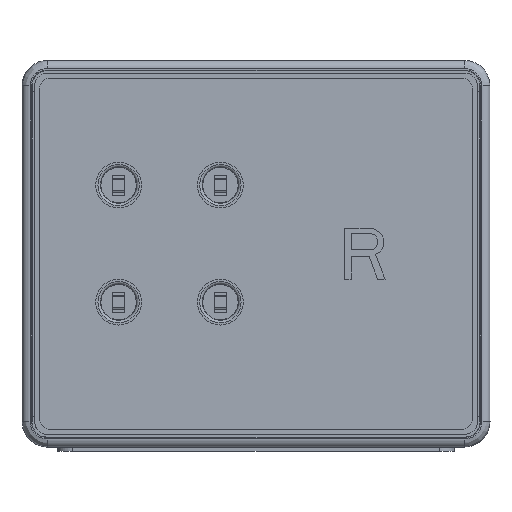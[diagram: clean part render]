
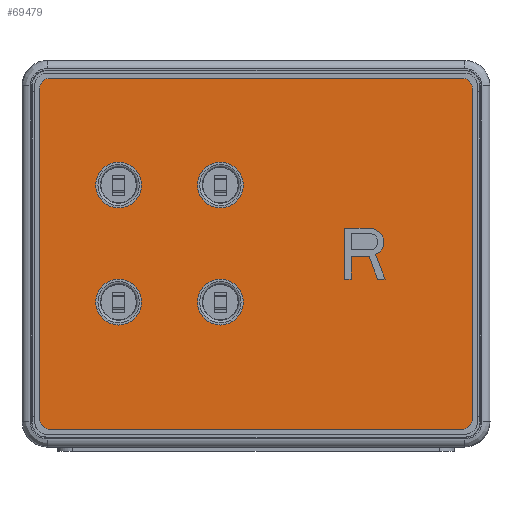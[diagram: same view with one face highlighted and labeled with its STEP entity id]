
A CAD part, top view. The second image highlights one B-rep face of the part: STEP entity #69479.
In plain terms, the highlighted planar face has unit normal (0, 0, 1).
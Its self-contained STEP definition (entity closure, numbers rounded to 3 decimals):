
#69230=CARTESIAN_POINT('',(-23.375,-18.975,15.7));
#69231=DIRECTION('',(0.0,0.0,1.0));
#69232=DIRECTION('',(1.0,0.0,0.0));
#69233=AXIS2_PLACEMENT_3D('',#69230,#69231,#69232);
#69234=PLANE('',#69233);
#69235=CARTESIAN_POINT('',(-21.25,16.25,15.7));
#69236=VERTEX_POINT('',#69235);
#69237=CARTESIAN_POINT('',(-21.25,-16.25,15.7));
#69238=VERTEX_POINT('',#69237);
#69239=CARTESIAN_POINT('',(-21.25,16.25,15.7));
#69240=DIRECTION('',(0.0,-1.0,0.0));
#69241=VECTOR('',#69240,32.5);
#69242=LINE('',#69239,#69241);
#69243=EDGE_CURVE('',#69236,#69238,#69242,.T.);
#69244=ORIENTED_EDGE('',*,*,#69243,.T.);
#69245=CARTESIAN_POINT('',(-20.25,-17.25,15.7));
#69246=VERTEX_POINT('',#69245);
#69247=CARTESIAN_POINT('',(-20.25,-16.25,15.7));
#69248=DIRECTION('',(0.0,0.0,1.0));
#69249=DIRECTION('',(-1.0,0.0,0.0));
#69250=AXIS2_PLACEMENT_3D('',#69247,#69248,#69249);
#69251=CIRCLE('',#69250,1.0);
#69252=EDGE_CURVE('',#69238,#69246,#69251,.T.);
#69253=ORIENTED_EDGE('',*,*,#69252,.T.);
#69254=CARTESIAN_POINT('',(20.25,-17.25,15.7));
#69255=VERTEX_POINT('',#69254);
#69256=CARTESIAN_POINT('',(-20.25,-17.25,15.7));
#69257=DIRECTION('',(1.0,0.0,0.0));
#69258=VECTOR('',#69257,40.5);
#69259=LINE('',#69256,#69258);
#69260=EDGE_CURVE('',#69246,#69255,#69259,.T.);
#69261=ORIENTED_EDGE('',*,*,#69260,.T.);
#69262=CARTESIAN_POINT('',(21.25,-16.25,15.7));
#69263=VERTEX_POINT('',#69262);
#69264=CARTESIAN_POINT('',(20.25,-16.25,15.7));
#69265=DIRECTION('',(0.0,0.0,1.0));
#69266=DIRECTION('',(0.0,-1.0,0.0));
#69267=AXIS2_PLACEMENT_3D('',#69264,#69265,#69266);
#69268=CIRCLE('',#69267,1.0);
#69269=EDGE_CURVE('',#69255,#69263,#69268,.T.);
#69270=ORIENTED_EDGE('',*,*,#69269,.T.);
#69271=CARTESIAN_POINT('',(21.25,16.25,15.7));
#69272=VERTEX_POINT('',#69271);
#69273=CARTESIAN_POINT('',(21.25,-16.25,15.7));
#69274=DIRECTION('',(0.0,1.0,0.0));
#69275=VECTOR('',#69274,32.5);
#69276=LINE('',#69273,#69275);
#69277=EDGE_CURVE('',#69263,#69272,#69276,.T.);
#69278=ORIENTED_EDGE('',*,*,#69277,.T.);
#69279=CARTESIAN_POINT('',(20.25,17.25,15.7));
#69280=VERTEX_POINT('',#69279);
#69281=CARTESIAN_POINT('',(20.25,16.25,15.7));
#69282=DIRECTION('',(0.0,0.0,1.0));
#69283=DIRECTION('',(1.0,0.0,0.0));
#69284=AXIS2_PLACEMENT_3D('',#69281,#69282,#69283);
#69285=CIRCLE('',#69284,1.0);
#69286=EDGE_CURVE('',#69272,#69280,#69285,.T.);
#69287=ORIENTED_EDGE('',*,*,#69286,.T.);
#69288=CARTESIAN_POINT('',(-20.25,17.25,15.7));
#69289=VERTEX_POINT('',#69288);
#69290=CARTESIAN_POINT('',(20.25,17.25,15.7));
#69291=DIRECTION('',(-1.0,0.0,0.0));
#69292=VECTOR('',#69291,40.5);
#69293=LINE('',#69290,#69292);
#69294=EDGE_CURVE('',#69280,#69289,#69293,.T.);
#69295=ORIENTED_EDGE('',*,*,#69294,.T.);
#69296=CARTESIAN_POINT('',(-20.25,16.25,15.7));
#69297=DIRECTION('',(0.0,0.0,1.0));
#69298=DIRECTION('',(0.0,1.0,0.0));
#69299=AXIS2_PLACEMENT_3D('',#69296,#69297,#69298);
#69300=CIRCLE('',#69299,1.0);
#69301=EDGE_CURVE('',#69289,#69236,#69300,.T.);
#69302=ORIENTED_EDGE('',*,*,#69301,.T.);
#69303=EDGE_LOOP('',(#69244,#69253,#69261,#69270,#69278,#69287,#69295,#69302));
#69304=FACE_OUTER_BOUND('',#69303,.T.);
#69305=CARTESIAN_POINT('',(9.345,-2.5,15.7));
#69306=VERTEX_POINT('',#69305);
#69307=CARTESIAN_POINT('',(9.345,-0.266,15.7));
#69308=VERTEX_POINT('',#69307);
#69309=CARTESIAN_POINT('',(9.345,-2.5,15.7));
#69310=DIRECTION('',(0.0,1.0,0.0));
#69311=VECTOR('',#69310,2.234);
#69312=LINE('',#69309,#69311);
#69313=EDGE_CURVE('',#69306,#69308,#69312,.T.);
#69314=ORIENTED_EDGE('',*,*,#69313,.F.);
#69315=CARTESIAN_POINT('',(8.72,-2.5,15.7));
#69316=VERTEX_POINT('',#69315);
#69317=CARTESIAN_POINT('',(8.72,-2.5,15.7));
#69318=DIRECTION('',(1.0,0.0,0.0));
#69319=VECTOR('',#69318,0.625);
#69320=LINE('',#69317,#69319);
#69321=EDGE_CURVE('',#69316,#69306,#69320,.T.);
#69322=ORIENTED_EDGE('',*,*,#69321,.F.);
#69323=CARTESIAN_POINT('',(8.72,2.5,15.7));
#69324=VERTEX_POINT('',#69323);
#69325=CARTESIAN_POINT('',(8.72,2.5,15.7));
#69326=DIRECTION('',(0.0,-1.0,0.0));
#69327=VECTOR('',#69326,5.0);
#69328=LINE('',#69325,#69327);
#69329=EDGE_CURVE('',#69324,#69316,#69328,.T.);
#69330=ORIENTED_EDGE('',*,*,#69329,.F.);
#69331=CARTESIAN_POINT('',(11.22,2.5,15.7));
#69332=VERTEX_POINT('',#69331);
#69333=CARTESIAN_POINT('',(11.22,2.5,15.7));
#69334=DIRECTION('',(-1.0,0.0,0.0));
#69335=VECTOR('',#69334,2.5);
#69336=LINE('',#69333,#69335);
#69337=EDGE_CURVE('',#69332,#69324,#69336,.T.);
#69338=ORIENTED_EDGE('',*,*,#69337,.F.);
#69339=CARTESIAN_POINT('',(11.741,2.394,15.7));
#69340=VERTEX_POINT('',#69339);
#69341=CARTESIAN_POINT('',(11.741,2.394,15.7));
#69342=DIRECTION('',(-0.98,0.2,0.0));
#69343=VECTOR('',#69342,0.532);
#69344=LINE('',#69341,#69343);
#69345=EDGE_CURVE('',#69340,#69332,#69344,.T.);
#69346=ORIENTED_EDGE('',*,*,#69345,.F.);
#69347=CARTESIAN_POINT('',(12.157,2.074,15.7));
#69348=VERTEX_POINT('',#69347);
#69349=CARTESIAN_POINT('',(12.157,2.074,15.7));
#69350=DIRECTION('',(-0.794,0.608,0.0));
#69351=VECTOR('',#69350,0.525);
#69352=LINE('',#69349,#69351);
#69353=EDGE_CURVE('',#69348,#69340,#69352,.T.);
#69354=ORIENTED_EDGE('',*,*,#69353,.F.);
#69355=CARTESIAN_POINT('',(12.47,1.649,15.7));
#69356=VERTEX_POINT('',#69355);
#69357=CARTESIAN_POINT('',(12.47,1.649,15.7));
#69358=DIRECTION('',(-0.592,0.806,0.0));
#69359=VECTOR('',#69358,0.528);
#69360=LINE('',#69357,#69359);
#69361=EDGE_CURVE('',#69356,#69348,#69360,.T.);
#69362=ORIENTED_EDGE('',*,*,#69361,.F.);
#69363=CARTESIAN_POINT('',(12.574,1.33,15.7));
#69364=VERTEX_POINT('',#69363);
#69365=CARTESIAN_POINT('',(12.574,1.33,15.7));
#69366=DIRECTION('',(-0.31,0.951,0.0));
#69367=VECTOR('',#69366,0.336);
#69368=LINE('',#69365,#69367);
#69369=EDGE_CURVE('',#69364,#69356,#69368,.T.);
#69370=ORIENTED_EDGE('',*,*,#69369,.F.);
#69371=CARTESIAN_POINT('',(12.574,0.904,15.7));
#69372=VERTEX_POINT('',#69371);
#69373=CARTESIAN_POINT('',(12.574,0.904,15.7));
#69374=DIRECTION('',(0.0,1.0,0.0));
#69375=VECTOR('',#69374,0.426);
#69376=LINE('',#69373,#69375);
#69377=EDGE_CURVE('',#69372,#69364,#69376,.T.);
#69378=ORIENTED_EDGE('',*,*,#69377,.F.);
#69379=CARTESIAN_POINT('',(12.47,0.585,15.7));
#69380=VERTEX_POINT('',#69379);
#69381=CARTESIAN_POINT('',(12.47,0.585,15.7));
#69382=DIRECTION('',(0.31,0.951,0.0));
#69383=VECTOR('',#69382,0.336);
#69384=LINE('',#69381,#69383);
#69385=EDGE_CURVE('',#69380,#69372,#69384,.T.);
#69386=ORIENTED_EDGE('',*,*,#69385,.F.);
#69387=CARTESIAN_POINT('',(12.157,0.16,15.7));
#69388=VERTEX_POINT('',#69387);
#69389=CARTESIAN_POINT('',(12.158,0.16,15.7));
#69390=DIRECTION('',(0.592,0.806,0.0));
#69391=VECTOR('',#69390,0.528);
#69392=LINE('',#69389,#69391);
#69393=EDGE_CURVE('',#69388,#69380,#69392,.T.);
#69394=ORIENTED_EDGE('',*,*,#69393,.F.);
#69395=CARTESIAN_POINT('',(11.741,-0.053,15.7));
#69396=VERTEX_POINT('',#69395);
#69397=CARTESIAN_POINT('',(11.741,-0.053,15.7));
#69398=DIRECTION('',(0.891,0.455,0.0));
#69399=VECTOR('',#69398,0.468);
#69400=LINE('',#69397,#69399);
#69401=EDGE_CURVE('',#69396,#69388,#69400,.T.);
#69402=ORIENTED_EDGE('',*,*,#69401,.F.);
#69403=CARTESIAN_POINT('',(12.678,-2.5,15.7));
#69404=VERTEX_POINT('',#69403);
#69405=CARTESIAN_POINT('',(12.678,-2.5,15.7));
#69406=DIRECTION('',(-0.358,0.934,0.0));
#69407=VECTOR('',#69406,2.62);
#69408=LINE('',#69405,#69407);
#69409=EDGE_CURVE('',#69404,#69396,#69408,.T.);
#69410=ORIENTED_EDGE('',*,*,#69409,.F.);
#69411=CARTESIAN_POINT('',(11.949,-2.5,15.7));
#69412=VERTEX_POINT('',#69411);
#69413=CARTESIAN_POINT('',(11.949,-2.5,15.7));
#69414=DIRECTION('',(1.0,0.0,0.0));
#69415=VECTOR('',#69414,0.729);
#69416=LINE('',#69413,#69415);
#69417=EDGE_CURVE('',#69412,#69404,#69416,.T.);
#69418=ORIENTED_EDGE('',*,*,#69417,.F.);
#69419=CARTESIAN_POINT('',(11.116,-0.266,15.7));
#69420=VERTEX_POINT('',#69419);
#69421=CARTESIAN_POINT('',(11.116,-0.266,15.7));
#69422=DIRECTION('',(0.349,-0.937,0.0));
#69423=VECTOR('',#69422,2.384);
#69424=LINE('',#69421,#69423);
#69425=EDGE_CURVE('',#69420,#69412,#69424,.T.);
#69426=ORIENTED_EDGE('',*,*,#69425,.F.);
#69427=CARTESIAN_POINT('',(9.345,-0.266,15.7));
#69428=DIRECTION('',(1.0,0.0,0.0));
#69429=VECTOR('',#69428,1.771);
#69430=LINE('',#69427,#69429);
#69431=EDGE_CURVE('',#69308,#69420,#69430,.T.);
#69432=ORIENTED_EDGE('',*,*,#69431,.F.);
#69433=EDGE_LOOP('',(#69314,#69322,#69330,#69338,#69346,#69354,#69362,#69370,#69378,#69386,#69394,#69402,#69410,#69418,#69426,#69432));
#69434=FACE_BOUND('',#69433,.T.);
#69435=CARTESIAN_POINT('',(-15.75,6.75,15.7));
#69436=VERTEX_POINT('',#69435);
#69437=CARTESIAN_POINT('',(-13.5,6.75,15.7));
#69438=DIRECTION('',(0.0,0.0,1.0));
#69439=DIRECTION('',(-1.0,0.0,0.0));
#69440=AXIS2_PLACEMENT_3D('',#69437,#69438,#69439);
#69441=CIRCLE('',#69440,2.25);
#69442=EDGE_CURVE('',#69436,#69436,#69441,.T.);
#69443=ORIENTED_EDGE('',*,*,#69442,.F.);
#69444=EDGE_LOOP('',(#69443));
#69445=FACE_BOUND('',#69444,.T.);
#69446=CARTESIAN_POINT('',(-5.75,6.75,15.7));
#69447=VERTEX_POINT('',#69446);
#69448=CARTESIAN_POINT('',(-3.5,6.75,15.7));
#69449=DIRECTION('',(0.0,0.0,1.0));
#69450=DIRECTION('',(-1.0,0.0,0.0));
#69451=AXIS2_PLACEMENT_3D('',#69448,#69449,#69450);
#69452=CIRCLE('',#69451,2.25);
#69453=EDGE_CURVE('',#69447,#69447,#69452,.T.);
#69454=ORIENTED_EDGE('',*,*,#69453,.F.);
#69455=EDGE_LOOP('',(#69454));
#69456=FACE_BOUND('',#69455,.T.);
#69457=CARTESIAN_POINT('',(-15.75,-4.75,15.7));
#69458=VERTEX_POINT('',#69457);
#69459=CARTESIAN_POINT('',(-13.5,-4.75,15.7));
#69460=DIRECTION('',(0.0,0.0,1.0));
#69461=DIRECTION('',(-1.0,0.0,0.0));
#69462=AXIS2_PLACEMENT_3D('',#69459,#69460,#69461);
#69463=CIRCLE('',#69462,2.25);
#69464=EDGE_CURVE('',#69458,#69458,#69463,.T.);
#69465=ORIENTED_EDGE('',*,*,#69464,.F.);
#69466=EDGE_LOOP('',(#69465));
#69467=FACE_BOUND('',#69466,.T.);
#69468=CARTESIAN_POINT('',(-5.75,-4.75,15.7));
#69469=VERTEX_POINT('',#69468);
#69470=CARTESIAN_POINT('',(-3.5,-4.75,15.7));
#69471=DIRECTION('',(0.0,0.0,1.0));
#69472=DIRECTION('',(-1.0,0.0,0.0));
#69473=AXIS2_PLACEMENT_3D('',#69470,#69471,#69472);
#69474=CIRCLE('',#69473,2.25);
#69475=EDGE_CURVE('',#69469,#69469,#69474,.T.);
#69476=ORIENTED_EDGE('',*,*,#69475,.F.);
#69477=EDGE_LOOP('',(#69476));
#69478=FACE_BOUND('',#69477,.T.);
#69479=ADVANCED_FACE('',(#69304,#69434,#69445,#69456,#69467,#69478),#69234,.T.);
